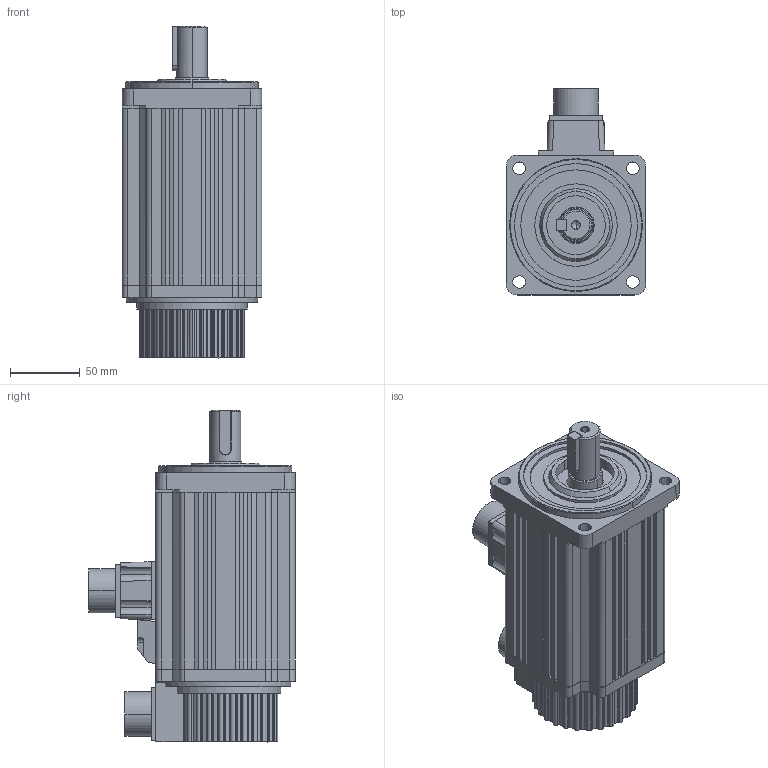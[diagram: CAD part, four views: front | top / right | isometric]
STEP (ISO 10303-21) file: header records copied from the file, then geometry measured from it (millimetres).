
FILE_DESCRIPTION (( 'STEP AP214' ), '1' );
FILE_NAME ('SV2L-210B.STEP', '2024-12-11T13:02:27', ( '' ), ( '' ), 'SwSTEP 2.0', 'SolidWorks 2021', '' );
FILE_SCHEMA (( 'AUTOMOTIVE_DESIGN' ));
Length unit declared in the file: millimetre
Products named in the file (1): SV2L-210B
Bounding box: 100 x 147.75 x 237.5 mm (x, y, z)
Volume: 1631528.3 mm3; surface area: 127297.5 mm2
Topology: 2 solids, 2 shells, 539 faces, 1429 edges, 916 vertices
Faces by surface type: plane 254, cylinder 235, cone 35, torus 12, bspline 3
Entity records: 18360 total; most frequent: CARTESIAN_POINT 5687, ORIENTED_EDGE 2854, DIRECTION 2326, EDGE_CURVE 1427, VERTEX_POINT 916, AXIS2_PLACEMENT_3D 874, VECTOR 578, LINE 578
